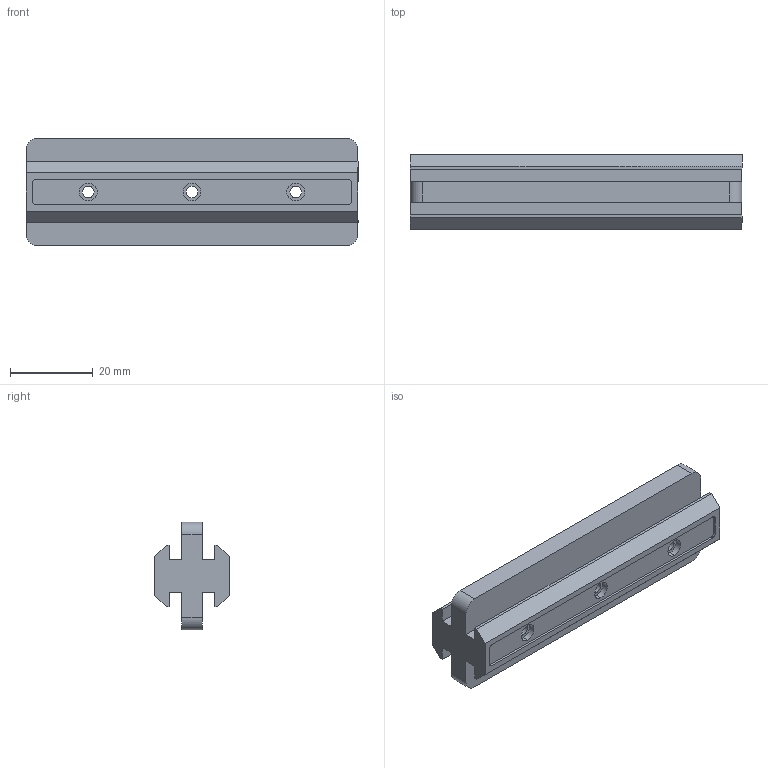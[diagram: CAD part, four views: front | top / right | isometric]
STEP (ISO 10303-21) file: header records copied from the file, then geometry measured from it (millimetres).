
FILE_DESCRIPTION (( 'STEP AP203' ), '1' );
FILE_NAME ('482523209_c_1-1.STEP', '2022-10-09T07:00:09', ( '' ), ( '' ), 'SwSTEP 2.0', 'SolidWorks 2014', '' );
FILE_SCHEMA (( 'CONFIG_CONTROL_DESIGN' ));
Length unit declared in the file: millimetre
Products named in the file (1): 482523209_c_1-1
Bounding box: 80 x 18 x 26 mm (x, y, z)
Volume: 20273.1 mm3; surface area: 9862.1 mm2
Topology: 1 solids, 1 shells, 72 faces, 186 edges, 124 vertices
Faces by surface type: plane 42, cylinder 30
Entity records: 2299 total; most frequent: DIRECTION 392, CARTESIAN_POINT 383, ORIENTED_EDGE 372, EDGE_CURVE 186, AXIS2_PLACEMENT_3D 133, VECTOR 126, LINE 126, VERTEX_POINT 124
